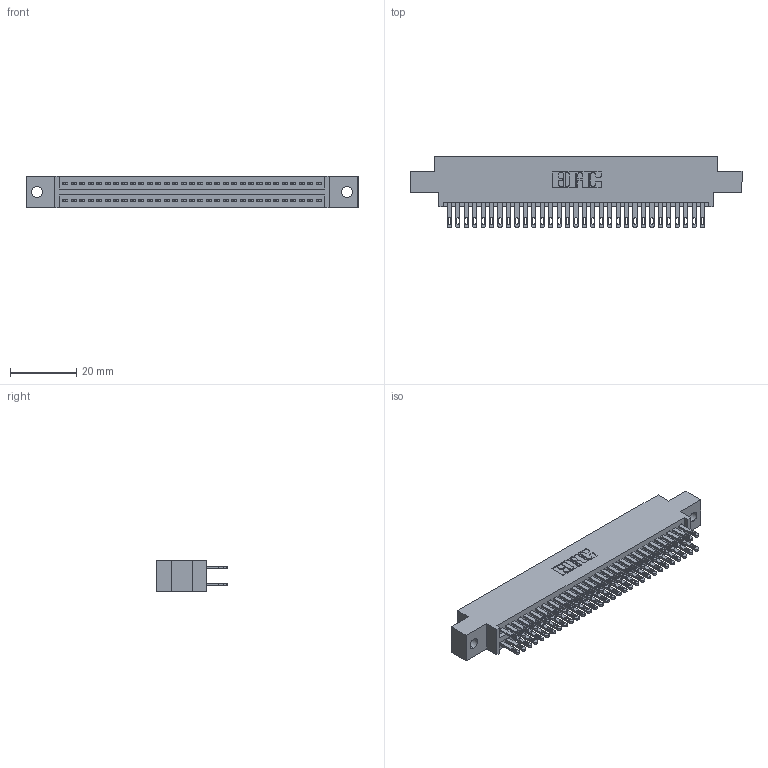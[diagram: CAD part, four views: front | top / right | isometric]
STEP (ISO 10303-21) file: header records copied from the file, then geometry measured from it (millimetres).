
FILE_DESCRIPTION (( 'STEP AP203' ), '1' );
FILE_NAME ('345-062-500-802.STEP', '2019-10-30T09:57:56', ( '' ), ( '' ), 'SwSTEP 2.0', 'SolidWorks 2016', '' );
FILE_SCHEMA (( 'CONFIG_CONTROL_DESIGN' ));
Length unit declared in the file: inch
Products named in the file (3): 345-292-001_345-293-100; 345-062-500-802; 345 Part_0.170 Offset - 0.128 Dia
Assembly tree (63 placements, depth 2):
  345-062-500-802
    345 Part_0.170 Offset - 0.128 Dia
    345-292-001_345-293-100  x62
Bounding box: 99.95 x 21.51 x 9.4 mm (x, y, z)
Volume: 9646.4 mm3; surface area: 14549.1 mm2
Topology: 63 solids, 63 shells, 2982 faces, 9095 edges, 6062 vertices
Faces by surface type: plane 1758, cylinder 1224
Entity records: 25869 total; most frequent: CARTESIAN_POINT 4348, ORIENTED_EDGE 4282, DIRECTION 3849, EDGE_CURVE 2141, LINE 1881, VECTOR 1881, VERTEX_POINT 1426, AXIS2_PLACEMENT_3D 984
